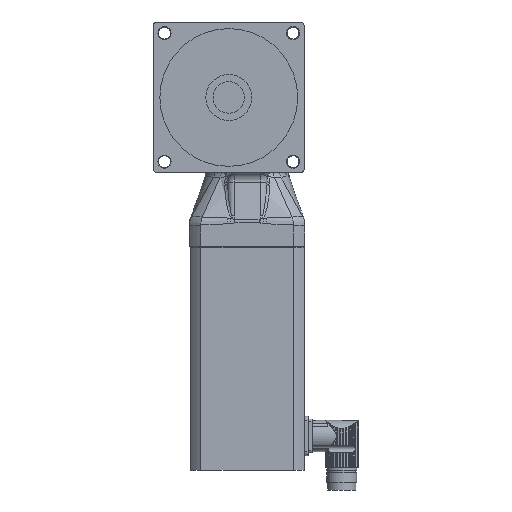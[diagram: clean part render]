
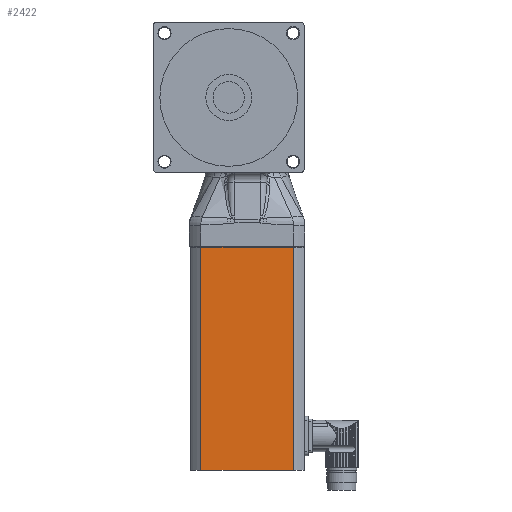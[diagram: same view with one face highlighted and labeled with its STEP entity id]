
A CAD part, front view. The second image highlights one B-rep face of the part: STEP entity #2422.
In plain terms, the highlighted planar face has unit normal (0, -1, 0).
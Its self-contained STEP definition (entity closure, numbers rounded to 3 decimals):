
#2422=ADVANCED_FACE('',(#3425),#3281,.T.);
#3281=PLANE('',#13314);
#3425=FACE_OUTER_BOUND('',#4233,.T.);
#4233=EDGE_LOOP('',(#5209,#5210,#5211,#5212));
#5209=ORIENTED_EDGE('',*,*,#10293,.F.);
#5210=ORIENTED_EDGE('',*,*,#10294,.T.);
#5211=ORIENTED_EDGE('',*,*,#10295,.F.);
#5212=ORIENTED_EDGE('',*,*,#10296,.T.);
#9077=VERTEX_POINT('',#18415);
#9078=VERTEX_POINT('',#18416);
#9079=VERTEX_POINT('',#18418);
#9080=VERTEX_POINT('',#18420);
#10293=EDGE_CURVE('',#9077,#9078,#12227,.T.);
#10294=EDGE_CURVE('',#9077,#9079,#12228,.T.);
#10295=EDGE_CURVE('',#9080,#9079,#12229,.T.);
#10296=EDGE_CURVE('',#9080,#9078,#12230,.T.);
#12227=LINE('',#18414,#12770);
#12228=LINE('',#18417,#12771);
#12229=LINE('',#18419,#12772);
#12230=LINE('',#18421,#12773);
#12770=VECTOR('',#14834,1.);
#12771=VECTOR('',#14835,1.);
#12772=VECTOR('',#14836,1.);
#12773=VECTOR('',#14837,1.);
#13314=AXIS2_PLACEMENT_3D('',#18422,#14838,#14839);
#14834=DIRECTION('',(0.,0.,-1.));
#14835=DIRECTION('',(-1.,0.,0.));
#14836=DIRECTION('',(0.,0.,1.));
#14837=DIRECTION('',(1.,0.,0.));
#14838=DIRECTION('',(0.,-1.,0.));
#14839=DIRECTION('',(0.,0.,-1.));
#18414=CARTESIAN_POINT('',(78.767,0.,0.));
#18415=CARTESIAN_POINT('',(78.767,0.,167.));
#18416=CARTESIAN_POINT('',(78.767,0.,-3.));
#18417=CARTESIAN_POINT('',(43.5,0.,167.));
#18418=CARTESIAN_POINT('',(8.233,0.,167.));
#18419=CARTESIAN_POINT('',(8.233,0.,0.));
#18420=CARTESIAN_POINT('',(8.233,0.,-3.));
#18421=CARTESIAN_POINT('',(43.5,0.,-3.));
#18422=CARTESIAN_POINT('',(43.5,0.,0.));
